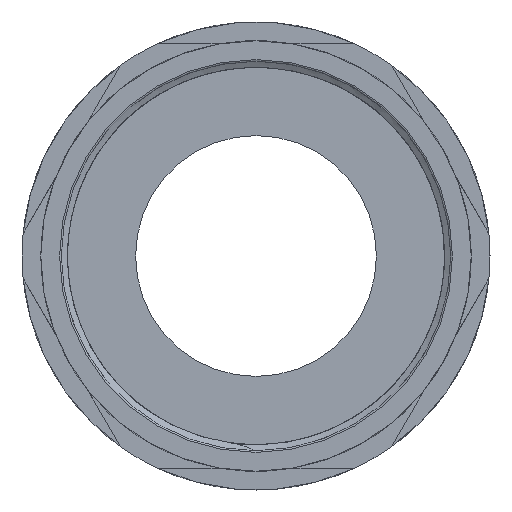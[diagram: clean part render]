
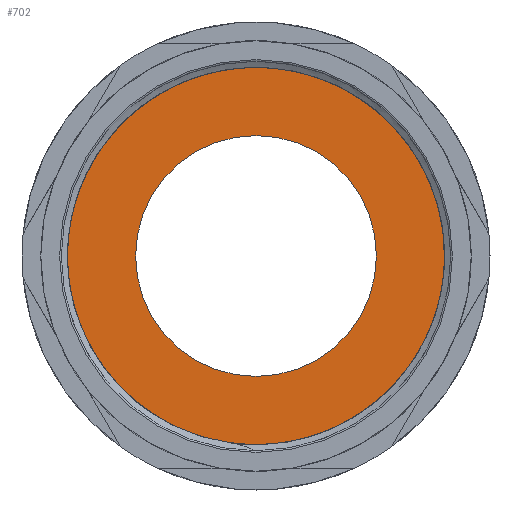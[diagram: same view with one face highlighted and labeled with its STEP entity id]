
A CAD part, left-side view. The second image highlights one B-rep face of the part: STEP entity #702.
In plain terms, the highlighted planar face has unit normal (-1, 0, 0).
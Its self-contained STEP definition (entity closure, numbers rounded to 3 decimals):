
#16=FACE_BOUND('',#157,.T.);
#30=PLANE('',#755);
#59=CIRCLE('',#747,23.5);
#61=CIRCLE('',#756,24.261);
#62=CIRCLE('',#757,15.);
#110=FACE_OUTER_BOUND('',#156,.T.);
#156=EDGE_LOOP('',(#532,#533,#534,#535));
#157=EDGE_LOOP('',(#536));
#294=B_SPLINE_CURVE_WITH_KNOTS('',3,(#1718,#1719,#1720,#1721,#1722,#1723,
#1724,#1725,#1726,#1727,#1728,#1729,#1730),.UNSPECIFIED.,.F.,.F.,(4,3,3,
3,4),(0.,1.196,2.383,3.559,4.467),
 .UNSPECIFIED.);
#310=B_SPLINE_CURVE_WITH_KNOTS('',3,(#4233,#4234,#4235,#4236,#4237,#4238,
#4239,#4240,#4241,#4242,#4243,#4244,#4245),.UNSPECIFIED.,.F.,.F.,(4,3,3,
3,4),(0.,1.181,2.372,3.572,4.464),
 .UNSPECIFIED.);
#315=VERTEX_POINT('',#1588);
#316=VERTEX_POINT('',#1717);
#318=VERTEX_POINT('',#1865);
#332=VERTEX_POINT('',#3874);
#333=VERTEX_POINT('',#4248);
#382=EDGE_CURVE('',#316,#315,#294,.T.);
#386=EDGE_CURVE('',#315,#318,#59,.T.);
#408=EDGE_CURVE('',#318,#332,#310,.T.);
#409=EDGE_CURVE('',#316,#332,#61,.T.);
#410=EDGE_CURVE('',#333,#333,#62,.T.);
#532=ORIENTED_EDGE('',*,*,#382,.T.);
#533=ORIENTED_EDGE('',*,*,#386,.T.);
#534=ORIENTED_EDGE('',*,*,#408,.T.);
#535=ORIENTED_EDGE('',*,*,#409,.F.);
#536=ORIENTED_EDGE('',*,*,#410,.T.);
#702=ADVANCED_FACE('',(#110,#16),#30,.T.);
#747=AXIS2_PLACEMENT_3D('',#1991,#832,#833);
#755=AXIS2_PLACEMENT_3D('',#4246,#855,#856);
#756=AXIS2_PLACEMENT_3D('',#4247,#857,#858);
#757=AXIS2_PLACEMENT_3D('',#4249,#859,#860);
#832=DIRECTION('center_axis',(-1.,0.,0.));
#833=DIRECTION('ref_axis',(0.,0.,-1.));
#855=DIRECTION('center_axis',(-1.,0.,0.));
#856=DIRECTION('ref_axis',(0.,0.,1.));
#857=DIRECTION('center_axis',(1.,0.,0.));
#858=DIRECTION('ref_axis',(0.,0.,-1.));
#859=DIRECTION('center_axis',(1.,0.,0.));
#860=DIRECTION('ref_axis',(0.,0.,-1.));
#1588=CARTESIAN_POINT('',(-14.42,-23.479,-0.984));
#1717=CARTESIAN_POINT('',(-14.42,7.979,-22.912));
#1718=CARTESIAN_POINT('Ctrl Pts',(-14.42,7.979,-22.912));
#1719=CARTESIAN_POINT('Ctrl Pts',(-14.42,4.192,-24.159));
#1720=CARTESIAN_POINT('Ctrl Pts',(-14.42,0.114,-24.453));
#1721=CARTESIAN_POINT('Ctrl Pts',(-14.42,-3.795,-23.76));
#1722=CARTESIAN_POINT('Ctrl Pts',(-14.42,-7.674,-23.073));
#1723=CARTESIAN_POINT('Ctrl Pts',(-14.42,-11.388,-21.408));
#1724=CARTESIAN_POINT('Ctrl Pts',(-14.42,-14.476,-18.967));
#1725=CARTESIAN_POINT('Ctrl Pts',(-14.42,-17.536,-16.548));
#1726=CARTESIAN_POINT('Ctrl Pts',(-14.42,-19.997,-13.356));
#1727=CARTESIAN_POINT('Ctrl Pts',(-14.42,-21.55,-9.764));
#1728=CARTESIAN_POINT('Ctrl Pts',(-14.42,-22.747,-6.995));
#1729=CARTESIAN_POINT('Ctrl Pts',(-14.42,-23.402,-4.004));
#1730=CARTESIAN_POINT('Ctrl Pts',(-14.42,-23.48,-0.984));
#1865=CARTESIAN_POINT('',(-14.42,-21.468,9.558));
#1991=CARTESIAN_POINT('Origin',(-14.42,0.,0.));
#3874=CARTESIAN_POINT('',(-14.42,15.853,18.365));
#4233=CARTESIAN_POINT('Ctrl Pts',(-14.42,-21.468,9.558));
#4234=CARTESIAN_POINT('Ctrl Pts',(-14.42,-19.93,13.181));
#4235=CARTESIAN_POINT('Ctrl Pts',(-14.42,-17.478,16.39));
#4236=CARTESIAN_POINT('Ctrl Pts',(-14.42,-14.407,18.825));
#4237=CARTESIAN_POINT('Ctrl Pts',(-14.42,-11.309,21.283));
#4238=CARTESIAN_POINT('Ctrl Pts',(-14.42,-7.574,22.95));
#4239=CARTESIAN_POINT('Ctrl Pts',(-14.42,-3.679,23.624));
#4240=CARTESIAN_POINT('Ctrl Pts',(-14.42,0.245,24.305));
#4241=CARTESIAN_POINT('Ctrl Pts',(-14.42,4.35,23.984));
#4242=CARTESIAN_POINT('Ctrl Pts',(-14.42,8.137,22.699));
#4243=CARTESIAN_POINT('Ctrl Pts',(-14.42,10.949,21.744));
#4244=CARTESIAN_POINT('Ctrl Pts',(-14.42,13.567,20.267));
#4245=CARTESIAN_POINT('Ctrl Pts',(-14.42,15.853,18.365));
#4246=CARTESIAN_POINT('Origin',(-14.42,24.261,0.));
#4247=CARTESIAN_POINT('Origin',(-14.42,0.,0.));
#4248=CARTESIAN_POINT('',(-14.42,15.,0.));
#4249=CARTESIAN_POINT('Origin',(-14.42,0.,0.));
